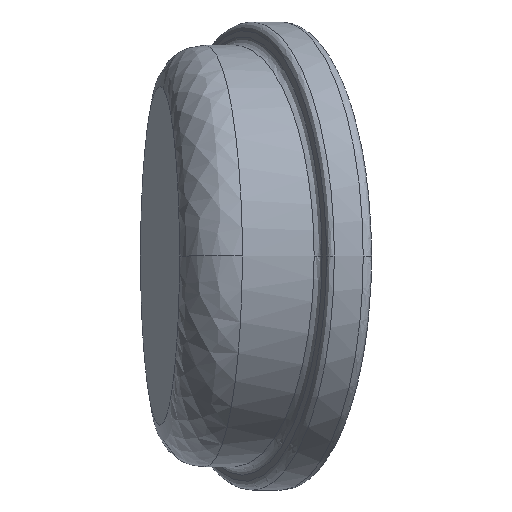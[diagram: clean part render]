
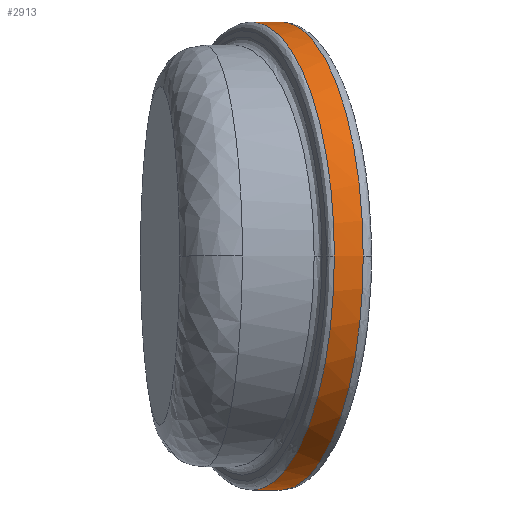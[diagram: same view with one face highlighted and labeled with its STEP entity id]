
A CAD part, left-side view. The second image highlights one B-rep face of the part: STEP entity #2913.
In plain terms, the highlighted cylindrical face has radius 11.1 mm (diameter 22.2 mm), a partial arc.
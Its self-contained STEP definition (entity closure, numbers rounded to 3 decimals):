
#13 = DIRECTION ( 'NONE',  ( 0., 0., -1. ) ) ;
#78 = CARTESIAN_POINT ( 'NONE',  ( -11.1, -4.321, 0. ) ) ;
#183 = CARTESIAN_POINT ( 'NONE',  ( -11.1, -5.689, 0. ) ) ;
#240 = VERTEX_POINT ( 'NONE', #3039 ) ;
#375 = CARTESIAN_POINT ( 'NONE',  ( 0., 32.402, 0. ) ) ;
#389 = CARTESIAN_POINT ( 'NONE',  ( 0., 32.402, -11.1 ) ) ;
#439 = VERTEX_POINT ( 'NONE', #3776 ) ;
#522 = VERTEX_POINT ( 'NONE', #3996 ) ;
#591 = ORIENTED_EDGE ( 'NONE', *, *, #3646, .F. ) ;
#904 = CARTESIAN_POINT ( 'NONE',  ( -6.502, -4.076, -11.1 ) ) ;
#928 = CARTESIAN_POINT ( 'NONE',  ( -11.1, -4.321, 6.502 ) ) ;
#934 = LINE ( 'NONE', #1057, #2270 ) ;
#937 = CARTESIAN_POINT ( 'NONE',  ( -11.1, -4.321, 0. ) ) ;
#1043 = EDGE_CURVE ( 'NONE', #439, #522, #3661, .T. ) ;
#1057 = CARTESIAN_POINT ( 'NONE',  ( 0., 32.402, 11.1 ) ) ;
#1407 = EDGE_LOOP ( 'NONE', ( #591, #1664, #4411, #3232, #3630, #2339 ) ) ;
#1488 = FACE_OUTER_BOUND ( 'NONE', #1407, .T. ) ;
#1602 = CARTESIAN_POINT ( 'NONE',  ( -6.502, -2.708, -11.1 ) ) ;
#1626 = CARTESIAN_POINT ( 'NONE',  ( 0., -0.427, -11.1 ) ) ;
#1664 = ORIENTED_EDGE ( 'NONE', *, *, #3781, .T. ) ;
#1747 = DIRECTION ( 'NONE',  ( 0., -1., 0. ) ) ;
#1997 = CARTESIAN_POINT ( 'NONE',  ( 0., -1.795, -11.1 ) ) ;
#2270 = VECTOR ( 'NONE', #1747, 1000. ) ;
#2281 = CYLINDRICAL_SURFACE ( 'NONE', #4169, 11.1 ) ;
#2339 = ORIENTED_EDGE ( 'NONE', *, *, #3409, .T. ) ;
#2387 = CARTESIAN_POINT ( 'NONE',  ( -11.1, -4.321, 0. ) ) ;
#2539 = DIRECTION ( 'NONE',  ( 0., -1., 0. ) ) ;
#2913 = ADVANCED_FACE ( 'NONE', ( #1488 ), #2281, .T. ) ;
#3039 = CARTESIAN_POINT ( 'NONE',  ( 0., -0.427, 11.1 ) ) ;
#3042 = CARTESIAN_POINT ( 'NONE',  ( -11.1, -4.321, -6.502 ) ) ;
#3059 = EDGE_CURVE ( 'NONE', #4316, #439, #3421, .T. ) ;
#3154 = VERTEX_POINT ( 'NONE', #4137 ) ;
#3232 = ORIENTED_EDGE ( 'NONE', *, *, #1043, .T. ) ;
#3363 = CARTESIAN_POINT ( 'NONE',  ( -11.1, -5.689, 0. ) ) ;
#3409 = EDGE_CURVE ( 'NONE', #4006, #3154, #4082, .T. ) ;
#3421 =( BOUNDED_CURVE ( )  B_SPLINE_CURVE ( 3, ( #937, #3042, #1602, #1626 ),
 .UNSPECIFIED., .F., .T. ) 
 B_SPLINE_CURVE_WITH_KNOTS ( ( 4, 4 ),
 ( 0., 1.571 ),
 .UNSPECIFIED. ) 
 CURVE ( )  GEOMETRIC_REPRESENTATION_ITEM ( )  RATIONAL_B_SPLINE_CURVE ( ( 1., 0.805, 0.805, 1. ) ) 
 REPRESENTATION_ITEM ( '' )  );
#3462 = CARTESIAN_POINT ( 'NONE',  ( -11.1, -5.689, -6.502 ) ) ;
#3487 = VECTOR ( 'NONE', #2539, 1000. ) ;
#3630 = ORIENTED_EDGE ( 'NONE', *, *, #3757, .T. ) ;
#3646 = EDGE_CURVE ( 'NONE', #240, #3154, #934, .T. ) ;
#3661 = LINE ( 'NONE', #389, #3487 ) ;
#3715 = CARTESIAN_POINT ( 'NONE',  ( -11.1, -5.689, 0. ) ) ;
#3757 = EDGE_CURVE ( 'NONE', #522, #4006, #4568, .T. ) ;
#3776 = CARTESIAN_POINT ( 'NONE',  ( 0., -0.427, -11.1 ) ) ;
#3781 = EDGE_CURVE ( 'NONE', #240, #4316, #4111, .T. ) ;
#3996 = CARTESIAN_POINT ( 'NONE',  ( 0., -1.795, -11.1 ) ) ;
#4003 = CARTESIAN_POINT ( 'NONE',  ( 0., -1.795, 11.1 ) ) ;
#4006 = VERTEX_POINT ( 'NONE', #3715 ) ;
#4065 = DIRECTION ( 'NONE',  ( 0., -1., 0. ) ) ;
#4082 =( BOUNDED_CURVE ( )  B_SPLINE_CURVE ( 3, ( #3363, #4359, #4452, #4003 ),
 .UNSPECIFIED., .F., .F. ) 
 B_SPLINE_CURVE_WITH_KNOTS ( ( 4, 4 ),
 ( 0., 1.571 ),
 .UNSPECIFIED. ) 
 CURVE ( )  GEOMETRIC_REPRESENTATION_ITEM ( )  RATIONAL_B_SPLINE_CURVE ( ( 1., 0.805, 0.805, 1. ) ) 
 REPRESENTATION_ITEM ( '' )  );
#4111 =( BOUNDED_CURVE ( )  B_SPLINE_CURVE ( 3, ( #4550, #4196, #928, #2387 ),
 .UNSPECIFIED., .F., .F. ) 
 B_SPLINE_CURVE_WITH_KNOTS ( ( 4, 4 ),
 ( 4.712, 6.283 ),
 .UNSPECIFIED. ) 
 CURVE ( )  GEOMETRIC_REPRESENTATION_ITEM ( )  RATIONAL_B_SPLINE_CURVE ( ( 1., 0.805, 0.805, 1. ) ) 
 REPRESENTATION_ITEM ( '' )  );
#4137 = CARTESIAN_POINT ( 'NONE',  ( 0., -1.795, 11.1 ) ) ;
#4169 = AXIS2_PLACEMENT_3D ( 'NONE', #375, #4065, #13 ) ;
#4196 = CARTESIAN_POINT ( 'NONE',  ( -6.502, -2.708, 11.1 ) ) ;
#4316 = VERTEX_POINT ( 'NONE', #78 ) ;
#4359 = CARTESIAN_POINT ( 'NONE',  ( -11.1, -5.689, 6.502 ) ) ;
#4411 = ORIENTED_EDGE ( 'NONE', *, *, #3059, .T. ) ;
#4452 = CARTESIAN_POINT ( 'NONE',  ( -6.502, -4.076, 11.1 ) ) ;
#4550 = CARTESIAN_POINT ( 'NONE',  ( 0., -0.427, 11.1 ) ) ;
#4568 =( BOUNDED_CURVE ( )  B_SPLINE_CURVE ( 3, ( #1997, #904, #3462, #183 ),
 .UNSPECIFIED., .F., .F. ) 
 B_SPLINE_CURVE_WITH_KNOTS ( ( 4, 4 ),
 ( 4.712, 6.283 ),
 .UNSPECIFIED. ) 
 CURVE ( )  GEOMETRIC_REPRESENTATION_ITEM ( )  RATIONAL_B_SPLINE_CURVE ( ( 1., 0.805, 0.805, 1. ) ) 
 REPRESENTATION_ITEM ( '' )  );
